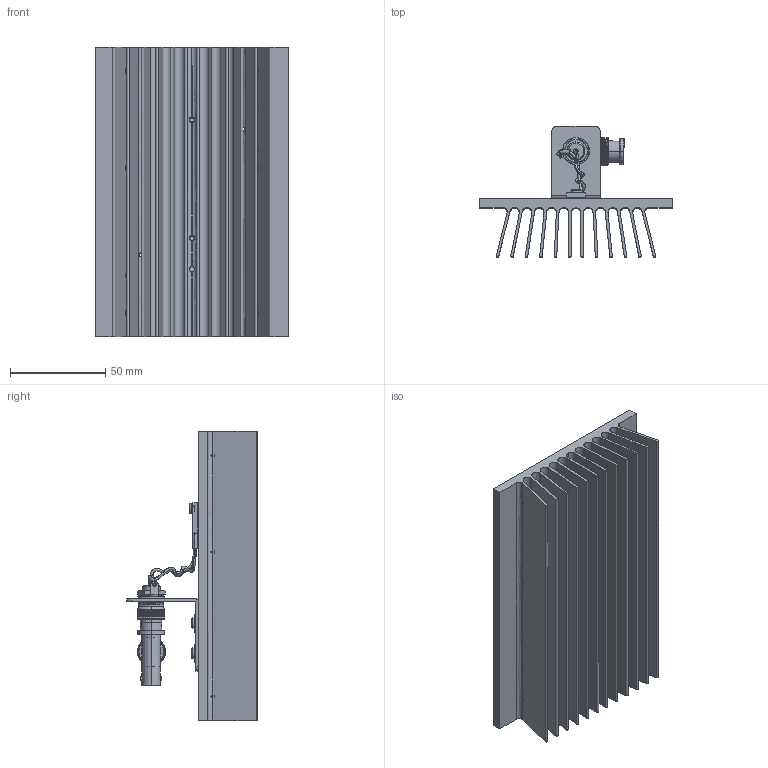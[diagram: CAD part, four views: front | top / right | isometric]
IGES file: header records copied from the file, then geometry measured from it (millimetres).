
Start section: SolidWorks IGES file using analytic representation for surfaces
Global section: file name: QCTL-1500.IGS; native system: SolidWorks 2014; preprocessor: SolidWorks 2014; author: gniebel; date: 141118.153944; units: inch
Bounding box: 101.6 x 68.91 x 152.4 mm (x, y, z)
Surface area: 139413.6 mm2 (no closed solid volume)
Topology: 0 solids, 0 shells, 1431 faces, 13329 edges, 13325 vertices
Faces by surface type: bspline 1038, revolution 393
